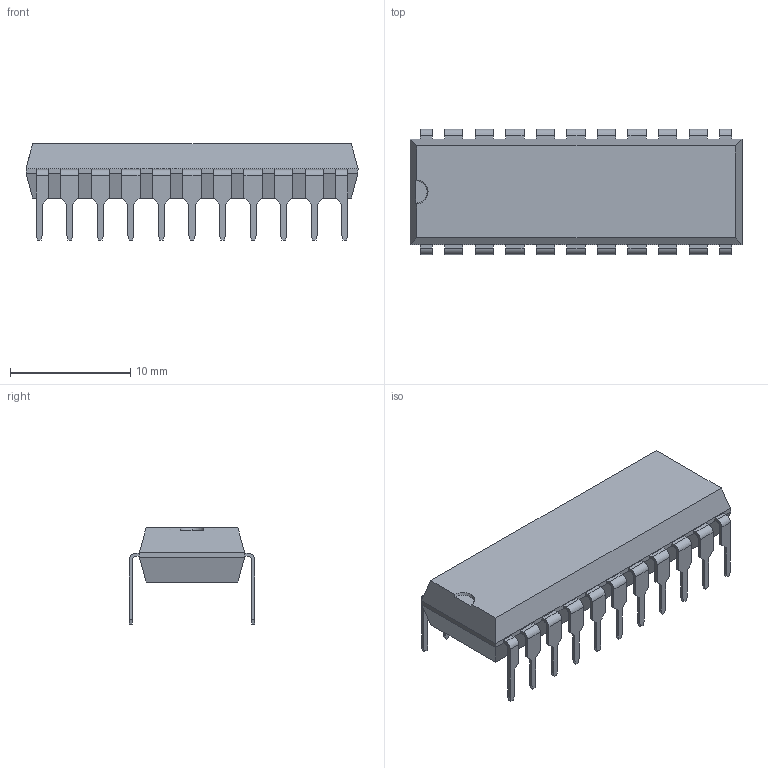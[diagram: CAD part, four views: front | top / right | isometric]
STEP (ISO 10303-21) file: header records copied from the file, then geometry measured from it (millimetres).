
FILE_DESCRIPTION (( 'STEP AP214' ), '1' );
FILE_NAME ('C07CE8C1-5701-440C-9293-FF7D24D26423.STEP', '2024-02-23T09:01:44', ( '' ), ( '' ), 'SwSTEP 2.0', 'SolidWorks 2022', '' );
FILE_SCHEMA (( 'AUTOMOTIVE_DESIGN' ));
Length unit declared in the file: millimetre
Products named in the file (1): C07CE8C1-5701-440C-9293-FF7D24D26423
Bounding box: 27.6 x 10.41 x 8 mm (x, y, z)
Volume: 1037.4 mm3; surface area: 1059 mm2
Topology: 1 solids, 1 shells, 339 faces, 937 edges, 622 vertices
Faces by surface type: plane 293, cylinder 44, cone 2
Entity records: 10888 total; most frequent: CARTESIAN_POINT 1911, ORIENTED_EDGE 1874, DIRECTION 1707, EDGE_CURVE 937, VECTOR 843, LINE 843, VERTEX_POINT 622, AXIS2_PLACEMENT_3D 432
